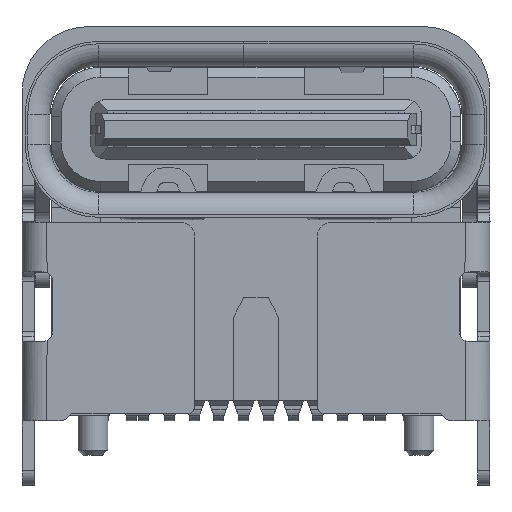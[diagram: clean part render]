
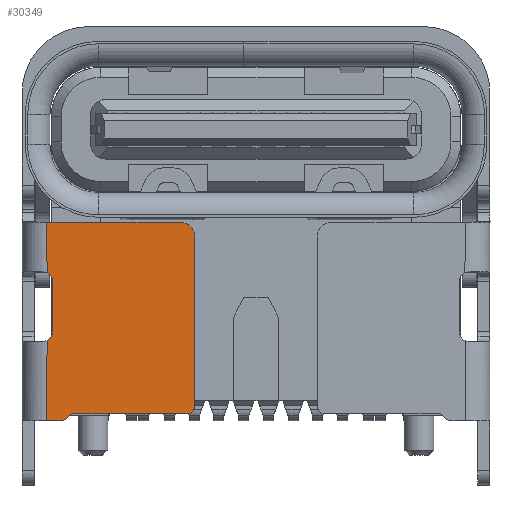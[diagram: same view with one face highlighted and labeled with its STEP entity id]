
A CAD part, front view. The second image highlights one B-rep face of the part: STEP entity #30349.
In plain terms, the highlighted face is planar.
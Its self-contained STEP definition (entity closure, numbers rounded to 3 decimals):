
#497=B_SPLINE_CURVE_WITH_KNOTS('',3,(#45629,#45630,#45631,#45632),
 .UNSPECIFIED.,.F.,.F.,(4,4),(0.,1.),.UNSPECIFIED.);
#1408=CIRCLE('',#32473,0.15);
#1409=CIRCLE('',#32474,0.15);
#1410=CIRCLE('',#32475,0.15);
#1411=CIRCLE('',#32476,0.3);
#1412=CIRCLE('',#32477,0.2);
#1413=CIRCLE('',#32478,0.2);
#2411=FACE_OUTER_BOUND('',#4156,.T.);
#4156=EDGE_LOOP('',(#21193,#21194,#21195,#21196,#21197,#21198,#21199,#21200,
#21201,#21202,#21203,#21204,#21205));
#6076=LINE('',#45140,#9421);
#6242=LINE('',#45785,#9587);
#6243=LINE('',#45789,#9588);
#6244=LINE('',#45794,#9589);
#6245=LINE('',#45798,#9590);
#6246=LINE('',#45799,#9591);
#9421=VECTOR('',#35811,2.7);
#9587=VECTOR('',#36311,2.3);
#9588=VECTOR('',#36314,3.42);
#9589=VECTOR('',#36319,1.015);
#9590=VECTOR('',#36322,1.623);
#9591=VECTOR('',#36323,0.29);
#12872=VERTEX_POINT('',#45137);
#12873=VERTEX_POINT('',#45139);
#12998=VERTEX_POINT('',#45628);
#13048=VERTEX_POINT('',#45779);
#13049=VERTEX_POINT('',#45780);
#13050=VERTEX_POINT('',#45782);
#13051=VERTEX_POINT('',#45784);
#13052=VERTEX_POINT('',#45786);
#13053=VERTEX_POINT('',#45788);
#13054=VERTEX_POINT('',#45791);
#13055=VERTEX_POINT('',#45793);
#13056=VERTEX_POINT('',#45795);
#13057=VERTEX_POINT('',#45797);
#16022=EDGE_CURVE('',#12873,#12872,#6076,.T.);
#16204=EDGE_CURVE('',#12872,#12998,#497,.T.);
#16277=EDGE_CURVE('',#13048,#13049,#1408,.T.);
#16278=EDGE_CURVE('',#13049,#13050,#1409,.T.);
#16279=EDGE_CURVE('',#13050,#13051,#6242,.T.);
#16280=EDGE_CURVE('',#13051,#13052,#1410,.T.);
#16281=EDGE_CURVE('',#13052,#13053,#6243,.T.);
#16282=EDGE_CURVE('',#13053,#12873,#1411,.T.);
#16283=EDGE_CURVE('',#12998,#13054,#1412,.T.);
#16284=EDGE_CURVE('',#13054,#13055,#6244,.T.);
#16285=EDGE_CURVE('',#13055,#13056,#1413,.T.);
#16286=EDGE_CURVE('',#13057,#13056,#6245,.T.);
#16287=EDGE_CURVE('',#13048,#13057,#6246,.T.);
#21193=ORIENTED_EDGE('',*,*,#16277,.T.);
#21194=ORIENTED_EDGE('',*,*,#16278,.T.);
#21195=ORIENTED_EDGE('',*,*,#16279,.T.);
#21196=ORIENTED_EDGE('',*,*,#16280,.T.);
#21197=ORIENTED_EDGE('',*,*,#16281,.T.);
#21198=ORIENTED_EDGE('',*,*,#16282,.T.);
#21199=ORIENTED_EDGE('',*,*,#16022,.T.);
#21200=ORIENTED_EDGE('',*,*,#16204,.T.);
#21201=ORIENTED_EDGE('',*,*,#16283,.T.);
#21202=ORIENTED_EDGE('',*,*,#16284,.T.);
#21203=ORIENTED_EDGE('',*,*,#16285,.T.);
#21204=ORIENTED_EDGE('',*,*,#16286,.F.);
#21205=ORIENTED_EDGE('',*,*,#16287,.F.);
#29013=PLANE('',#32472);
#30349=ADVANCED_FACE('',(#2411),#29013,.T.);
#32472=AXIS2_PLACEMENT_3D('',#45778,#36305,#36306);
#32473=AXIS2_PLACEMENT_3D('',#45781,#36307,#36308);
#32474=AXIS2_PLACEMENT_3D('',#45783,#36309,#36310);
#32475=AXIS2_PLACEMENT_3D('',#45787,#36312,#36313);
#32476=AXIS2_PLACEMENT_3D('',#45790,#36315,#36316);
#32477=AXIS2_PLACEMENT_3D('',#45792,#36317,#36318);
#32478=AXIS2_PLACEMENT_3D('',#45796,#36320,#36321);
#35811=DIRECTION('',(-1.,0.,0.));
#36305=DIRECTION('center_axis',(0.,0.,1.));
#36306=DIRECTION('ref_axis',(1.,0.,0.));
#36307=DIRECTION('center_axis',(0.,0.,1.));
#36308=DIRECTION('ref_axis',(0.866,-0.5,0.));
#36309=DIRECTION('center_axis',(0.,0.,-1.));
#36310=DIRECTION('ref_axis',(0.,1.,0.));
#36311=DIRECTION('',(1.,0.,0.));
#36312=DIRECTION('center_axis',(0.,0.,1.));
#36313=DIRECTION('ref_axis',(1.,0.,0.));
#36314=DIRECTION('',(0.,1.,0.));
#36315=DIRECTION('center_axis',(0.,0.,1.));
#36316=DIRECTION('ref_axis',(0.,1.,0.));
#36317=DIRECTION('center_axis',(0.,0.,-1.));
#36318=DIRECTION('ref_axis',(1.,0.,0.));
#36319=DIRECTION('',(0.,-1.,0.));
#36320=DIRECTION('center_axis',(0.,0.,-1.));
#36321=DIRECTION('ref_axis',(0.411,-0.912,0.));
#36322=DIRECTION('',(0.004,1.,0.));
#36323=DIRECTION('',(-1.,0.,0.));
#45137=CARTESIAN_POINT('',(-4.23,0.783,3.002));
#45139=CARTESIAN_POINT('',(-1.53,0.783,3.002));
#45140=CARTESIAN_POINT('',(-1.53,0.783,3.002));
#45628=CARTESIAN_POINT('',(-4.222,-0.235,3.002));
#45629=CARTESIAN_POINT('Ctrl Pts',(-4.23,0.783,3.002));
#45630=CARTESIAN_POINT('Ctrl Pts',(-4.227,0.443,
3.002));
#45631=CARTESIAN_POINT('Ctrl Pts',(-4.225,0.104,
3.002));
#45632=CARTESIAN_POINT('Ctrl Pts',(-4.223,-0.235,
3.002));
#45778=CARTESIAN_POINT('Origin',(4.79,0.983,3.002));
#45779=CARTESIAN_POINT('',(-3.94,-3.238,3.002));
#45780=CARTESIAN_POINT('',(-3.81,-3.163,3.002));
#45781=CARTESIAN_POINT('Origin',(-3.94,-3.088,3.002));
#45782=CARTESIAN_POINT('',(-3.68,-3.088,3.002));
#45783=CARTESIAN_POINT('Origin',(-3.68,-3.238,3.002));
#45784=CARTESIAN_POINT('',(-1.38,-3.088,3.002));
#45785=CARTESIAN_POINT('',(-3.68,-3.088,3.002));
#45786=CARTESIAN_POINT('',(-1.23,-2.938,3.002));
#45787=CARTESIAN_POINT('Origin',(-1.38,-2.938,3.002));
#45788=CARTESIAN_POINT('',(-1.23,0.483,3.002));
#45789=CARTESIAN_POINT('',(-1.23,-2.938,3.002));
#45790=CARTESIAN_POINT('Origin',(-1.53,0.483,3.002));
#45791=CARTESIAN_POINT('',(-4.105,-0.418,3.002));
#45792=CARTESIAN_POINT('Origin',(-4.305,-0.418,3.002));
#45793=CARTESIAN_POINT('',(-4.105,-1.433,3.002));
#45794=CARTESIAN_POINT('',(-4.105,-0.418,3.002));
#45795=CARTESIAN_POINT('',(-4.223,-1.614,3.002));
#45796=CARTESIAN_POINT('Origin',(-4.305,-1.433,3.002));
#45797=CARTESIAN_POINT('',(-4.23,-3.238,3.002));
#45798=CARTESIAN_POINT('',(-4.23,-3.238,3.002));
#45799=CARTESIAN_POINT('',(-3.94,-3.238,3.002));
